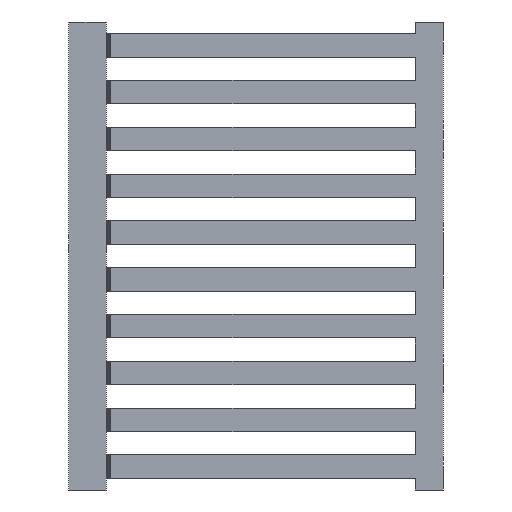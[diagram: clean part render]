
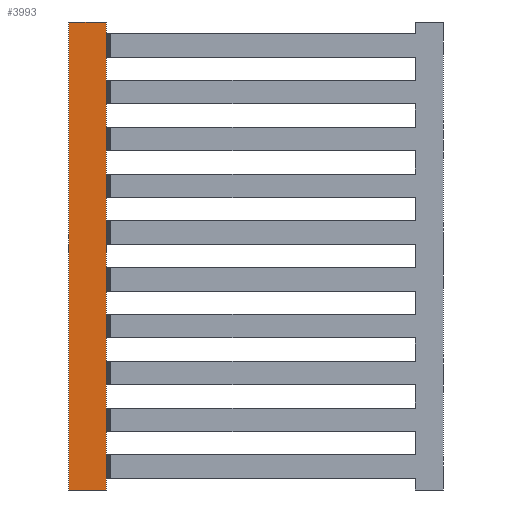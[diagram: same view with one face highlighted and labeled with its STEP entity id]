
A CAD part, left-side view. The second image highlights one B-rep face of the part: STEP entity #3993.
In plain terms, the highlighted planar face has unit normal (-1, 0, 0).
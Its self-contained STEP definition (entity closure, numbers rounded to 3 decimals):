
#95 = CARTESIAN_POINT ( 'NONE',  ( -30., 80., 0. ) ) ;
#392 = EDGE_CURVE ( 'NONE', #1975, #2700, #485, .T. ) ;
#447 = VERTEX_POINT ( 'NONE', #4865 ) ;
#475 = CARTESIAN_POINT ( 'NONE',  ( -30., 72., 0. ) ) ;
#485 = LINE ( 'NONE', #4149, #1611 ) ;
#753 = VERTEX_POINT ( 'NONE', #475 ) ;
#897 = CARTESIAN_POINT ( 'NONE',  ( -30., 80., -100. ) ) ;
#930 = EDGE_CURVE ( 'NONE', #1975, #447, #7587, .T. ) ;
#934 = CARTESIAN_POINT ( 'NONE',  ( -30., 72., -100. ) ) ;
#1234 = CARTESIAN_POINT ( 'NONE',  ( -30., 80., -100. ) ) ;
#1332 = DIRECTION ( 'NONE',  ( 0., -1., 0. ) ) ;
#1465 = VECTOR ( 'NONE', #1332, 1000. ) ;
#1611 = VECTOR ( 'NONE', #3579, 1000. ) ;
#1845 = DIRECTION ( 'NONE',  ( 0., -1., 0. ) ) ;
#1944 = LINE ( 'NONE', #4430, #1465 ) ;
#1975 = VERTEX_POINT ( 'NONE', #897 ) ;
#2175 = ORIENTED_EDGE ( 'NONE', *, *, #4019, .T. ) ;
#2373 = VECTOR ( 'NONE', #1845, 1000. ) ;
#2700 = VERTEX_POINT ( 'NONE', #95 ) ;
#3484 = ORIENTED_EDGE ( 'NONE', *, *, #3810, .F. ) ;
#3579 = DIRECTION ( 'NONE',  ( 0., 0., 1. ) ) ;
#3810 = EDGE_CURVE ( 'NONE', #2700, #753, #1944, .T. ) ;
#3938 = EDGE_LOOP ( 'NONE', ( #3484, #7533, #4091, #2175 ) ) ;
#3993 = ADVANCED_FACE ( 'NONE', ( #4067 ), #5115, .T. ) ;
#4010 = AXIS2_PLACEMENT_3D ( 'NONE', #5239, #4552, #7034 ) ;
#4019 = EDGE_CURVE ( 'NONE', #447, #753, #7599, .T. ) ;
#4067 = FACE_OUTER_BOUND ( 'NONE', #3938, .T. ) ;
#4091 = ORIENTED_EDGE ( 'NONE', *, *, #930, .T. ) ;
#4149 = CARTESIAN_POINT ( 'NONE',  ( -30., 80., -100. ) ) ;
#4430 = CARTESIAN_POINT ( 'NONE',  ( -30., 80., 0. ) ) ;
#4552 = DIRECTION ( 'NONE',  ( -1., 0., 0. ) ) ;
#4865 = CARTESIAN_POINT ( 'NONE',  ( -30., 72., -100. ) ) ;
#5115 = PLANE ( 'NONE',  #4010 ) ;
#5239 = CARTESIAN_POINT ( 'NONE',  ( -30., 80., -100. ) ) ;
#6853 = VECTOR ( 'NONE', #7722, 1000. ) ;
#7034 = DIRECTION ( 'NONE',  ( 0., 0., 1. ) ) ;
#7533 = ORIENTED_EDGE ( 'NONE', *, *, #392, .F. ) ;
#7587 = LINE ( 'NONE', #1234, #2373 ) ;
#7599 = LINE ( 'NONE', #934, #6853 ) ;
#7722 = DIRECTION ( 'NONE',  ( 0., 0., 1. ) ) ;
